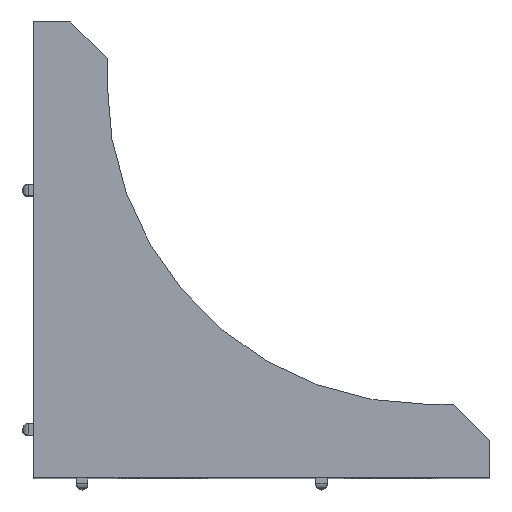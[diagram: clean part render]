
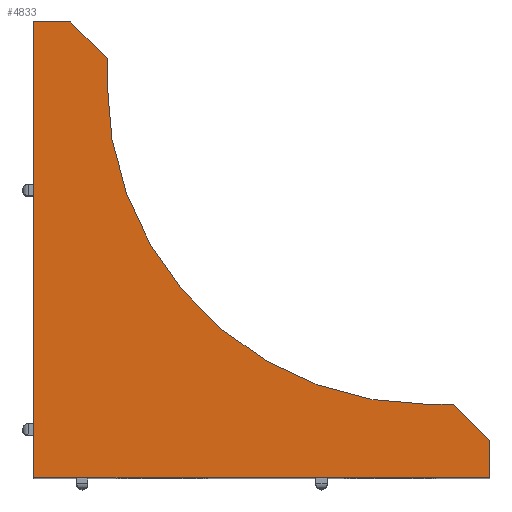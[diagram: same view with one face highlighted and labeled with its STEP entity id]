
A CAD part, top view. The second image highlights one B-rep face of the part: STEP entity #4833.
In plain terms, the highlighted planar face has unit normal (0, 0, 1).
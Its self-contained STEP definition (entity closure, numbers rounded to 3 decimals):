
#4248=CARTESIAN_POINT('',(73.64,12.86,0.0));
#4249=VERTEX_POINT('',#4248);
#4256=CARTESIAN_POINT('',(80.0,6.5,0.0));
#4257=VERTEX_POINT('',#4256);
#4258=CARTESIAN_POINT('',(80.0,6.5,0.0));
#4259=DIRECTION('',(-0.707,0.707,0.0));
#4260=VECTOR('',#4259,8.994);
#4261=LINE('',#4258,#4260);
#4262=EDGE_CURVE('',#4257,#4249,#4261,.T.);
#4286=CARTESIAN_POINT('',(69.14,12.86,0.0));
#4287=VERTEX_POINT('',#4286);
#4294=CARTESIAN_POINT('',(73.64,12.86,0.0));
#4295=DIRECTION('',(-1.0,0.0,0.0));
#4296=VECTOR('',#4295,4.5);
#4297=LINE('',#4294,#4296);
#4298=EDGE_CURVE('',#4249,#4287,#4297,.T.);
#4318=CARTESIAN_POINT('',(12.86,69.14,0.0));
#4319=VERTEX_POINT('',#4318);
#4326=CARTESIAN_POINT('',(69.14,69.14,0.0));
#4327=DIRECTION('',(0.0,0.0,-1.0));
#4328=DIRECTION('',(1.0,0.0,0.0));
#4329=AXIS2_PLACEMENT_3D('',#4326,#4327,#4328);
#4330=CIRCLE('',#4329,56.28);
#4331=EDGE_CURVE('',#4287,#4319,#4330,.T.);
#4350=CARTESIAN_POINT('',(12.86,73.64,0.0));
#4351=VERTEX_POINT('',#4350);
#4358=CARTESIAN_POINT('',(12.86,69.14,0.0));
#4359=DIRECTION('',(0.0,1.0,0.0));
#4360=VECTOR('',#4359,4.5);
#4361=LINE('',#4358,#4360);
#4362=EDGE_CURVE('',#4319,#4351,#4361,.T.);
#4381=CARTESIAN_POINT('',(6.5,80.0,0.0));
#4382=VERTEX_POINT('',#4381);
#4389=CARTESIAN_POINT('',(12.86,73.64,0.0));
#4390=DIRECTION('',(-0.707,0.707,0.0));
#4391=VECTOR('',#4390,8.994);
#4392=LINE('',#4389,#4391);
#4393=EDGE_CURVE('',#4351,#4382,#4392,.T.);
#4447=CARTESIAN_POINT('',(80.0,0.0,0.0));
#4448=VERTEX_POINT('',#4447);
#4449=CARTESIAN_POINT('',(80.0,0.0,0.0));
#4450=DIRECTION('',(0.0,1.0,0.0));
#4451=VECTOR('',#4450,6.5);
#4452=LINE('',#4449,#4451);
#4453=EDGE_CURVE('',#4448,#4257,#4452,.T.);
#4583=CARTESIAN_POINT('',(0.0,80.0,0.0));
#4584=VERTEX_POINT('',#4583);
#4591=CARTESIAN_POINT('',(6.5,80.0,0.0));
#4592=DIRECTION('',(-1.0,0.0,0.0));
#4593=VECTOR('',#4592,6.5);
#4594=LINE('',#4591,#4593);
#4595=EDGE_CURVE('',#4382,#4584,#4594,.T.);
#4616=CARTESIAN_POINT('',(0.0,0.0,0.0));
#4617=VERTEX_POINT('',#4616);
#4624=CARTESIAN_POINT('',(0.0,80.0,0.0));
#4625=DIRECTION('',(0.0,-1.0,0.0));
#4626=VECTOR('',#4625,80.0);
#4627=LINE('',#4624,#4626);
#4628=EDGE_CURVE('',#4584,#4617,#4627,.T.);
#4718=CARTESIAN_POINT('',(0.0,0.0,0.0));
#4719=DIRECTION('',(1.0,0.0,0.0));
#4720=VECTOR('',#4719,80.0);
#4721=LINE('',#4718,#4720);
#4722=EDGE_CURVE('',#4617,#4448,#4721,.T.);
#4817=CARTESIAN_POINT('',(23.118,23.118,0.0));
#4818=DIRECTION('',(0.0,0.0,1.0));
#4819=DIRECTION('',(1.0,0.0,0.0));
#4820=AXIS2_PLACEMENT_3D('',#4817,#4818,#4819);
#4821=PLANE('',#4820);
#4822=ORIENTED_EDGE('',*,*,#4722,.T.);
#4823=ORIENTED_EDGE('',*,*,#4453,.T.);
#4824=ORIENTED_EDGE('',*,*,#4262,.T.);
#4825=ORIENTED_EDGE('',*,*,#4298,.T.);
#4826=ORIENTED_EDGE('',*,*,#4331,.T.);
#4827=ORIENTED_EDGE('',*,*,#4362,.T.);
#4828=ORIENTED_EDGE('',*,*,#4393,.T.);
#4829=ORIENTED_EDGE('',*,*,#4595,.T.);
#4830=ORIENTED_EDGE('',*,*,#4628,.T.);
#4831=EDGE_LOOP('',(#4822,#4823,#4824,#4825,#4826,#4827,#4828,#4829,#4830));
#4832=FACE_OUTER_BOUND('',#4831,.T.);
#4833=ADVANCED_FACE('',(#4832),#4821,.T.);
